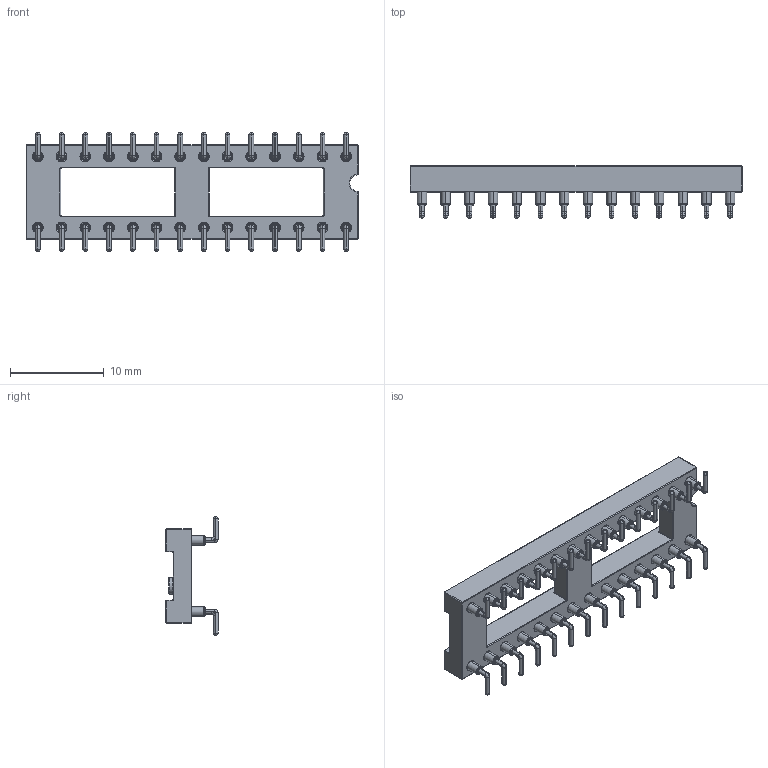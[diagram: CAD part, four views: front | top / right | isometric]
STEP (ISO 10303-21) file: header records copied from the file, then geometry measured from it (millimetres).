
FILE_DESCRIPTION (( 'STEP AP214' ), '1' );
FILE_NAME ('110-xx-328-41-105000.STEP', '2017-10-03T17:47:58', ( '' ), ( '' ), 'SwSTEP 2.0', 'SolidWorks 2014', '' );
FILE_SCHEMA (( 'AUTOMOTIVE_DESIGN' ));
Length unit declared in the file: millimetre
Products named in the file (3): Right-Angle-Pin-SN; 110-xx-328-41-001000; 110-xx-328-41-105000
Assembly tree (29 placements, depth 2):
  110-xx-328-41-105000
    110-xx-328-41-001000
    Right-Angle-Pin-SN  x28
Bounding box: 35.5 x 5.59 x 12.7 mm (x, y, z)
Volume: 605.4 mm3; surface area: 1950.5 mm2
Topology: 29 solids, 29 shells, 1914 faces, 4200 edges, 2356 vertices
Faces by surface type: torus 814, cylinder 589, plane 271, cone 224, sphere 16
Entity records: 15625 total; most frequent: DIRECTION 3196, CARTESIAN_POINT 2382, ORIENTED_EDGE 2316, AXIS2_PLACEMENT_3D 1469, EDGE_CURVE 1158, CIRCLE 900, VERTEX_POINT 655, EDGE_LOOP 627
